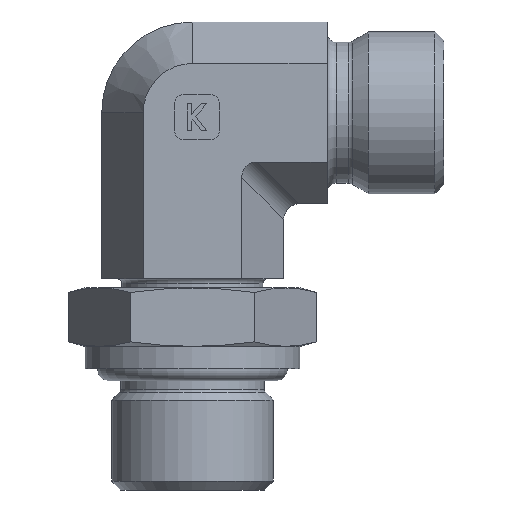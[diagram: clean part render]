
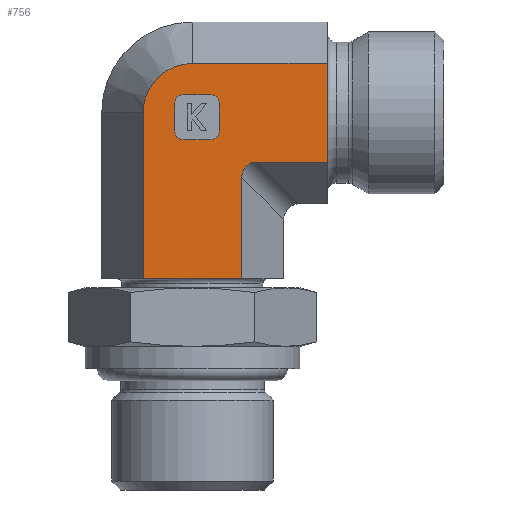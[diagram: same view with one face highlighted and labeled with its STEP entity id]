
A CAD part, left-side view. The second image highlights one B-rep face of the part: STEP entity #756.
In plain terms, the highlighted planar face has unit normal (-1, 0, 0).
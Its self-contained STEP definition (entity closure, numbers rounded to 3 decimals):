
#546=CARTESIAN_POINT('',(-27.121,2.663,0.5));
#547=VERTEX_POINT('',#546);
#554=CARTESIAN_POINT('',(-27.121,13.633,0.5));
#555=VERTEX_POINT('',#554);
#556=CARTESIAN_POINT('',(-27.121,13.633,0.5));
#557=DIRECTION('',(0.0,-1.0,0.0));
#558=VECTOR('',#557,10.97);
#559=LINE('',#556,#558);
#560=EDGE_CURVE('',#555,#547,#559,.T.);
#604=CARTESIAN_POINT('',(-27.121,13.633,19.0));
#605=VERTEX_POINT('',#604);
#606=CARTESIAN_POINT('',(-27.121,13.633,0.5));
#607=DIRECTION('',(0.0,0.0,1.0));
#608=VECTOR('',#607,18.5);
#609=LINE('',#606,#608);
#610=EDGE_CURVE('',#555,#605,#609,.T.);
#629=CARTESIAN_POINT('',(-27.121,2.663,0.0));
#630=DIRECTION('',(-1.0,0.0,0.0));
#631=DIRECTION('',(0.0,0.0,1.0));
#632=AXIS2_PLACEMENT_3D('',#629,#630,#631);
#633=PLANE('',#632);
#634=ORIENTED_EDGE('',*,*,#560,.T.);
#635=CARTESIAN_POINT('',(-27.121,2.663,11.783));
#636=VERTEX_POINT('',#635);
#637=CARTESIAN_POINT('',(-27.121,2.663,0.5));
#638=DIRECTION('',(0.0,0.0,1.0));
#639=VECTOR('',#638,11.283);
#640=LINE('',#637,#639);
#641=EDGE_CURVE('',#547,#636,#640,.T.);
#642=ORIENTED_EDGE('',*,*,#641,.T.);
#643=CARTESIAN_POINT('',(-27.121,0.931,13.515));
#644=VERTEX_POINT('',#643);
#645=CARTESIAN_POINT('',(-27.121,0.354,11.206));
#646=DIRECTION('',(-1.0,0.0,0.0));
#647=DIRECTION('',(0.0,0.707,0.707));
#648=AXIS2_PLACEMENT_3D('',#645,#646,#647);
#649=ELLIPSE('',#648,2.582,2.0);
#650=EDGE_CURVE('',#644,#636,#649,.T.);
#651=ORIENTED_EDGE('',*,*,#650,.F.);
#652=CARTESIAN_POINT('',(-27.121,-6.852,13.515));
#653=VERTEX_POINT('',#652);
#654=CARTESIAN_POINT('',(-27.121,0.931,13.515));
#655=DIRECTION('',(0.0,-1.0,0.0));
#656=VECTOR('',#655,7.783);
#657=LINE('',#654,#656);
#658=EDGE_CURVE('',#644,#653,#657,.T.);
#659=ORIENTED_EDGE('',*,*,#658,.T.);
#660=CARTESIAN_POINT('',(-27.121,-6.852,24.485));
#661=VERTEX_POINT('',#660);
#662=CARTESIAN_POINT('',(-27.121,-6.852,13.515));
#663=DIRECTION('',(0.0,0.0,1.0));
#664=VECTOR('',#663,10.97);
#665=LINE('',#662,#664);
#666=EDGE_CURVE('',#653,#661,#665,.T.);
#667=ORIENTED_EDGE('',*,*,#666,.T.);
#668=CARTESIAN_POINT('',(-27.121,8.148,24.485));
#669=VERTEX_POINT('',#668);
#670=CARTESIAN_POINT('',(-27.121,8.148,24.485));
#671=DIRECTION('',(0.0,-1.0,0.0));
#672=VECTOR('',#671,15.);
#673=LINE('',#670,#672);
#674=EDGE_CURVE('',#669,#661,#673,.T.);
#675=ORIENTED_EDGE('',*,*,#674,.F.);
#676=CARTESIAN_POINT('',(-27.121,8.148,19.0));
#677=DIRECTION('',(-1.0,0.0,0.0));
#678=DIRECTION('',(0.0,0.0,1.0));
#679=AXIS2_PLACEMENT_3D('',#676,#677,#678);
#680=CIRCLE('',#679,5.485);
#681=EDGE_CURVE('',#669,#605,#680,.T.);
#682=ORIENTED_EDGE('',*,*,#681,.T.);
#683=ORIENTED_EDGE('',*,*,#610,.F.);
#684=EDGE_LOOP('',(#634,#642,#651,#659,#667,#675,#682,#683));
#685=FACE_OUTER_BOUND('',#684,.T.);
#686=CARTESIAN_POINT('',(-27.121,6.148,16.));
#687=VERTEX_POINT('',#686);
#688=CARTESIAN_POINT('',(-27.121,9.148,16.));
#689=VERTEX_POINT('',#688);
#690=CARTESIAN_POINT('',(-27.121,6.148,16.));
#691=DIRECTION('',(0.0,1.0,0.0));
#692=VECTOR('',#691,3.);
#693=LINE('',#690,#692);
#694=EDGE_CURVE('',#687,#689,#693,.T.);
#695=ORIENTED_EDGE('',*,*,#694,.T.);
#696=CARTESIAN_POINT('',(-27.121,10.148,17.));
#697=VERTEX_POINT('',#696);
#698=CARTESIAN_POINT('',(-27.121,9.148,17.));
#699=DIRECTION('',(-1.0,0.0,0.0));
#700=DIRECTION('',(0.0,0.707,-0.707));
#701=AXIS2_PLACEMENT_3D('',#698,#699,#700);
#702=CIRCLE('',#701,1.0);
#703=EDGE_CURVE('',#697,#689,#702,.T.);
#704=ORIENTED_EDGE('',*,*,#703,.F.);
#705=CARTESIAN_POINT('',(-27.121,10.148,20.));
#706=VERTEX_POINT('',#705);
#707=CARTESIAN_POINT('',(-27.121,10.148,17.));
#708=DIRECTION('',(0.0,0.0,1.0));
#709=VECTOR('',#708,3.);
#710=LINE('',#707,#709);
#711=EDGE_CURVE('',#697,#706,#710,.T.);
#712=ORIENTED_EDGE('',*,*,#711,.T.);
#713=CARTESIAN_POINT('',(-27.121,9.148,21.));
#714=VERTEX_POINT('',#713);
#715=CARTESIAN_POINT('',(-27.121,9.148,20.));
#716=DIRECTION('',(-1.0,0.0,0.0));
#717=DIRECTION('',(0.0,0.707,0.707));
#718=AXIS2_PLACEMENT_3D('',#715,#716,#717);
#719=CIRCLE('',#718,1.0);
#720=EDGE_CURVE('',#714,#706,#719,.T.);
#721=ORIENTED_EDGE('',*,*,#720,.F.);
#722=CARTESIAN_POINT('',(-27.121,6.148,21.));
#723=VERTEX_POINT('',#722);
#724=CARTESIAN_POINT('',(-27.121,9.148,21.));
#725=DIRECTION('',(0.0,-1.0,0.0));
#726=VECTOR('',#725,3.);
#727=LINE('',#724,#726);
#728=EDGE_CURVE('',#714,#723,#727,.T.);
#729=ORIENTED_EDGE('',*,*,#728,.T.);
#730=CARTESIAN_POINT('',(-27.121,5.148,20.));
#731=VERTEX_POINT('',#730);
#732=CARTESIAN_POINT('',(-27.121,6.148,20.));
#733=DIRECTION('',(-1.0,0.0,0.0));
#734=DIRECTION('',(0.0,-0.707,0.707));
#735=AXIS2_PLACEMENT_3D('',#732,#733,#734);
#736=CIRCLE('',#735,1.0);
#737=EDGE_CURVE('',#731,#723,#736,.T.);
#738=ORIENTED_EDGE('',*,*,#737,.F.);
#739=CARTESIAN_POINT('',(-27.121,5.148,17.0));
#740=VERTEX_POINT('',#739);
#741=CARTESIAN_POINT('',(-27.121,5.148,20.));
#742=DIRECTION('',(0.0,0.0,-1.0));
#743=VECTOR('',#742,3.);
#744=LINE('',#741,#743);
#745=EDGE_CURVE('',#731,#740,#744,.T.);
#746=ORIENTED_EDGE('',*,*,#745,.T.);
#747=CARTESIAN_POINT('',(-27.121,6.148,17.0));
#748=DIRECTION('',(-1.0,0.0,0.0));
#749=DIRECTION('',(0.0,-0.707,-0.707));
#750=AXIS2_PLACEMENT_3D('',#747,#748,#749);
#751=CIRCLE('',#750,1.0);
#752=EDGE_CURVE('',#687,#740,#751,.T.);
#753=ORIENTED_EDGE('',*,*,#752,.F.);
#754=EDGE_LOOP('',(#695,#704,#712,#721,#729,#738,#746,#753));
#755=FACE_BOUND('',#754,.T.);
#756=ADVANCED_FACE('',(#685,#755),#633,.T.);
